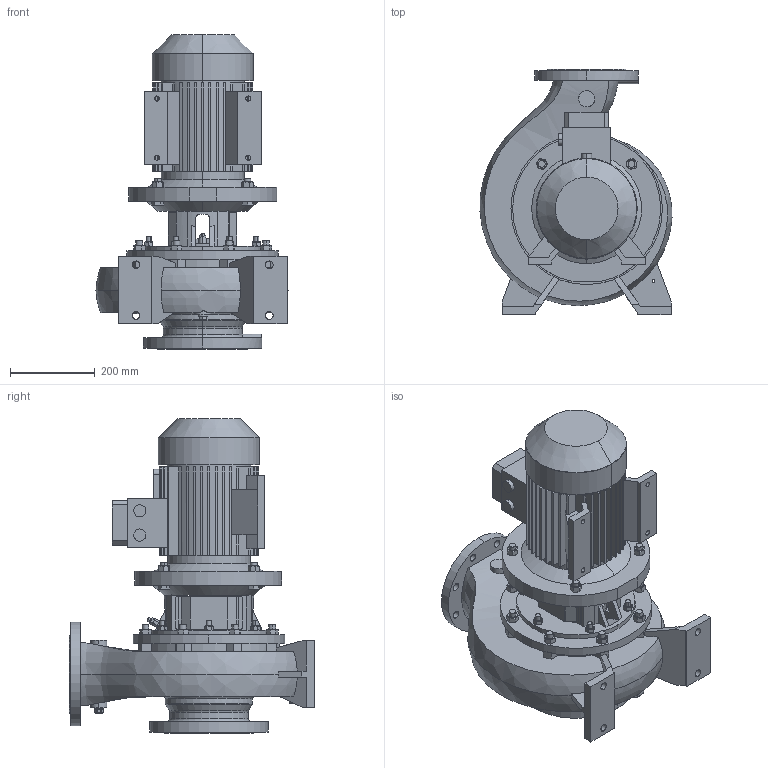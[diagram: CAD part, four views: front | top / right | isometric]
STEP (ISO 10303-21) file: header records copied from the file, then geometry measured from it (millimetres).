
FILE_DESCRIPTION (( 'STEP AP214' ), '1' );
FILE_NAME ('ﾌﾓ-311-200-ﾌ3-311-223-01-77.step', '2025-04-07T08:19:54', ( 'adb' ), ( '' ), 'SwSTEP 2.0', 'SolidWorks 2016', '' );
FILE_SCHEMA (( 'AUTOMOTIVE_DESIGN' ));
Length unit declared in the file: millimetre
Products named in the file (1): ﾌﾓ-311-200-ﾌ3-311-223-01-77
Bounding box: 453.96 x 580 x 744 mm (x, y, z)
Volume: 36958583.3 mm3; surface area: 2578431.4 mm2
Topology: 8 solids, 27 shells, 1223 faces, 3132 edges, 2042 vertices
Faces by surface type: plane 644, cylinder 428, cone 120, bspline 24, torus 7
Entity records: 60925 total; most frequent: CARTESIAN_POINT 17603, ORIENTED_EDGE 6260, DIRECTION 6060, EDGE_CURVE 3130, AXIS2_PLACEMENT_3D 2225, VERTEX_POINT 2042, VECTOR 1610, LINE 1610
